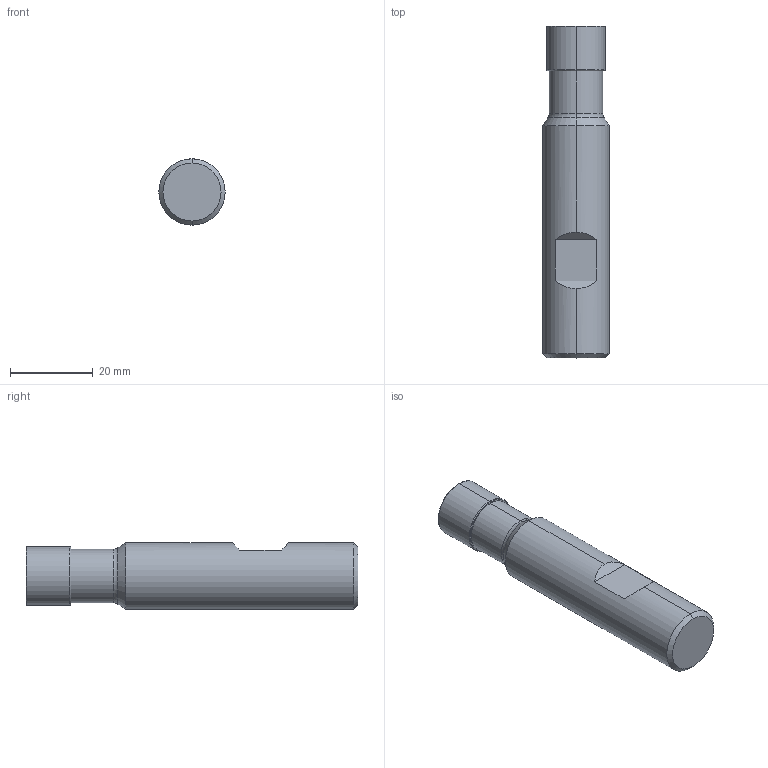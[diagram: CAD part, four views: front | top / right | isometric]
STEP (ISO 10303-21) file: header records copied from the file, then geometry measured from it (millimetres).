
FILE_DESCRIPTION (( 'STEP AP214' ), '1' );
FILE_NAME ('740W W D14-1.step', '2018-10-09T10:34:21', ( '' ), ( '' ), 'SwSTEP 2.0', 'SolidWorks 2016', '' );
FILE_SCHEMA (( 'AUTOMOTIVE_DESIGN' ));
Length unit declared in the file: millimetre
Products named in the file (1): 740W W D14-1
Bounding box: 16 x 80 x 16 mm (x, y, z)
Volume: 14544.2 mm3; surface area: 4196.8 mm2
Topology: 1 solids, 1 shells, 27 faces, 55 edges, 30 vertices
Faces by surface type: cone 8, cylinder 8, torus 6, plane 5
Entity records: 733 total; most frequent: DIRECTION 137, CARTESIAN_POINT 125, ORIENTED_EDGE 110, AXIS2_PLACEMENT_3D 58, EDGE_CURVE 55, CIRCLE 30, VERTEX_POINT 30, EDGE_LOOP 27
